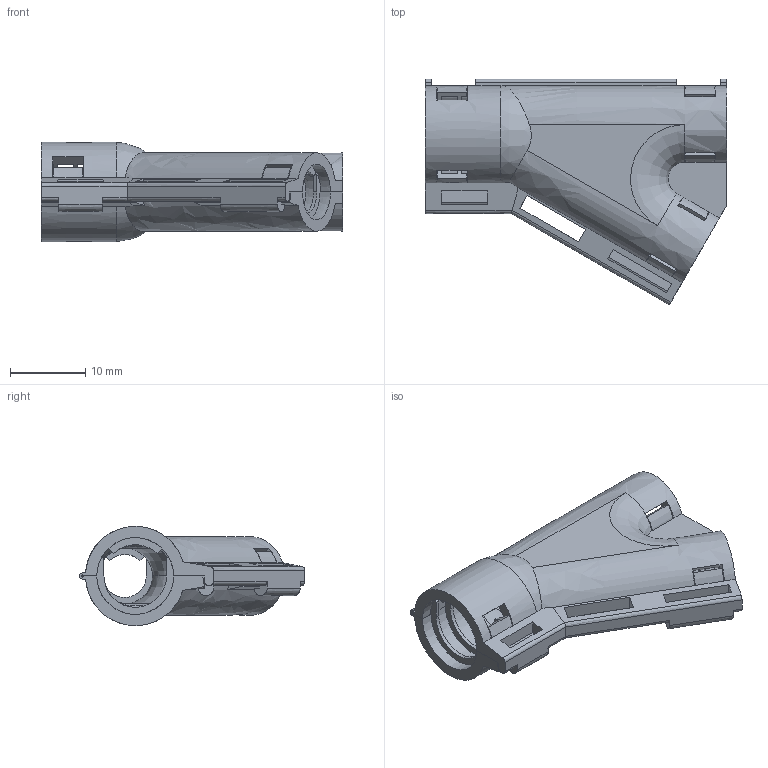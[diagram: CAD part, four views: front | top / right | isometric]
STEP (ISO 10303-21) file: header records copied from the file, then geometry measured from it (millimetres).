
FILE_DESCRIPTION((''),'2;1');
FILE_NAME('9817080_1','2007-12-10T',('dominik'),('INTERCABLE'),'PRO/ENGINEER BY PARAMETRIC TECHNOLOGY CORPORATION, 2006510','PRO/ENGINEER BY PARAMETRIC TECHNOLOGY CORPORATION, 2006510','');
FILE_SCHEMA(('AUTOMOTIVE_DESIGN { 1 2 10303 214 0 1 1 1 }'));
Length unit declared in the file: millimetre
Products named in the file (1): 9817080_1
Bounding box: 40 x 29.95 x 13.18 mm (x, y, z)
Surface area: 5042.5 mm2 (no closed solid volume)
Topology: 0 solids, 1 shells, 241 faces, 700 edges, 447 vertices
Faces by surface type: plane 155, bspline 83, cylinder 3
Entity records: 14192 total; most frequent: CARTESIAN_POINT 8439, ORIENTED_EDGE 1400, DIRECTION 814, EDGE_CURVE 700, VECTOR 486, LINE 486, VERTEX_POINT 447, EDGE_LOOP 245
